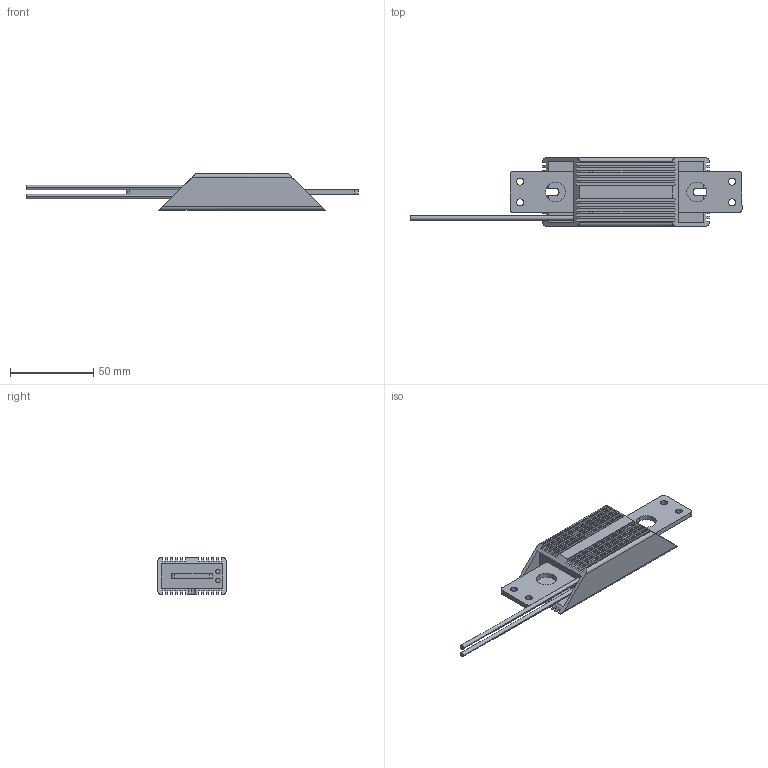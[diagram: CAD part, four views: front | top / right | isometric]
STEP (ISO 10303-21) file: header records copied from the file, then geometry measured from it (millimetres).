
FILE_DESCRIPTION (( 'STEP AP203' ), '1' );
FILE_NAME ('LPS60F(1).STEP', '2025-09-09T08:27:30', ( 'design' ), ( '' ), 'SwSTEP 2.0', 'SolidWorks 2018', '' );
FILE_SCHEMA (( 'CONFIG_CONTROL_DESIGN' ));
Length unit declared in the file: millimetre
Products named in the file (6): LPS60F 葆檜蘋褻董 1; LPS60F(1); LPS60馨檜蝶 路註1; LPS 60F B 遴賅っ; LPS 60F A 遴賅っ; LPS60F 欽濠1
Assembly tree (6 placements, depth 3):
  LPS60F(1)
    LPS60F 葆檜蘋褻董 1
      LPS60F 欽濠1  x2
      LPS 60F A 遴賅っ
      LPS 60F B 遴賅っ
    LPS60馨檜蝶 路註1
Bounding box: 199.75 x 41.15 x 22 mm (x, y, z)
Volume: 43183.8 mm3; surface area: 39306.9 mm2
Topology: 9 solids, 9 shells, 253 faces, 699 edges, 466 vertices
Faces by surface type: plane 156, cylinder 97
Entity records: 8126 total; most frequent: CARTESIAN_POINT 1644, ORIENTED_EDGE 1296, DIRECTION 1114, EDGE_CURVE 648, LINE 478, VECTOR 478, VERTEX_POINT 432, AXIS2_PLACEMENT_3D 318
